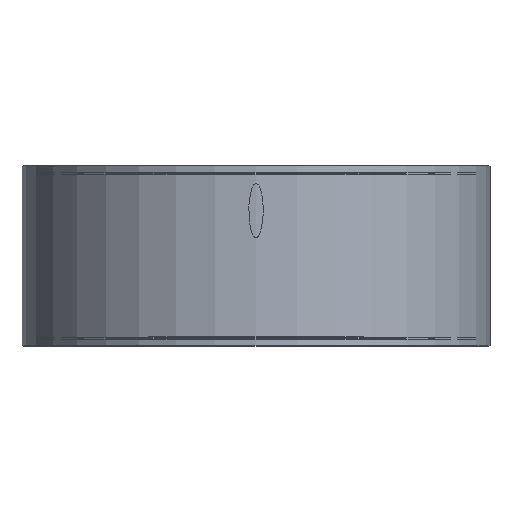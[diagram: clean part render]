
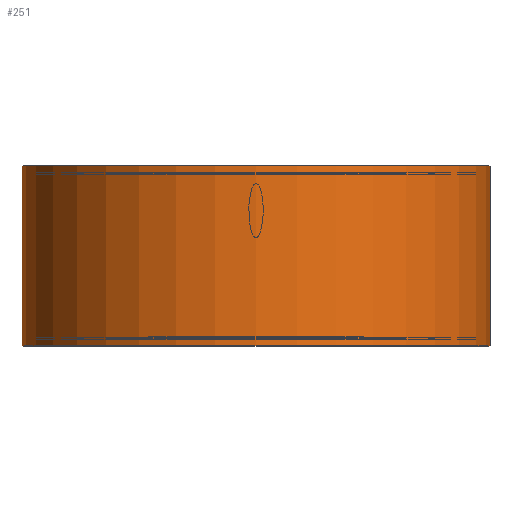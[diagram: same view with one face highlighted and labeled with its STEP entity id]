
A CAD part, top view. The second image highlights one B-rep face of the part: STEP entity #251.
In plain terms, the highlighted cylindrical face has radius 650 mm (diameter 1300 mm), a full revolution.
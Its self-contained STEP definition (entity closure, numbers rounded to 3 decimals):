
#251=ADVANCED_FACE('',(#333,#334),#313,.T.);
#313=CYLINDRICAL_SURFACE('',#867,650.);
#333=FACE_BOUND('',#394,.T.);
#334=FACE_BOUND('',#395,.T.);
#394=EDGE_LOOP('',(#490));
#395=EDGE_LOOP('',(#491));
#490=ORIENTED_EDGE('',*,*,#711,.T.);
#491=ORIENTED_EDGE('',*,*,#710,.F.);
#645=VERTEX_POINT('',#1103);
#646=VERTEX_POINT('',#1106);
#710=EDGE_CURVE('',#645,#645,#790,.T.);
#711=EDGE_CURVE('',#646,#646,#791,.T.);
#790=CIRCLE('',#864,650.);
#791=CIRCLE('',#866,650.);
#864=AXIS2_PLACEMENT_3D('',#1102,#949,#950);
#866=AXIS2_PLACEMENT_3D('',#1105,#953,#954);
#867=AXIS2_PLACEMENT_3D('',#1107,#955,#956);
#949=DIRECTION('',(0.,-1.,0.));
#950=DIRECTION('',(0.,0.,-1.));
#953=DIRECTION('',(0.,-1.,0.));
#954=DIRECTION('',(0.,0.,-1.));
#955=DIRECTION('',(0.,-1.,0.));
#956=DIRECTION('',(0.,0.,-1.));
#1102=CARTESIAN_POINT('',(0.,-250.,0.));
#1103=CARTESIAN_POINT('',(0.,-250.,-650.));
#1105=CARTESIAN_POINT('',(0.,250.,0.));
#1106=CARTESIAN_POINT('',(0.,250.,-650.));
#1107=CARTESIAN_POINT('',(0.,0.,0.));
